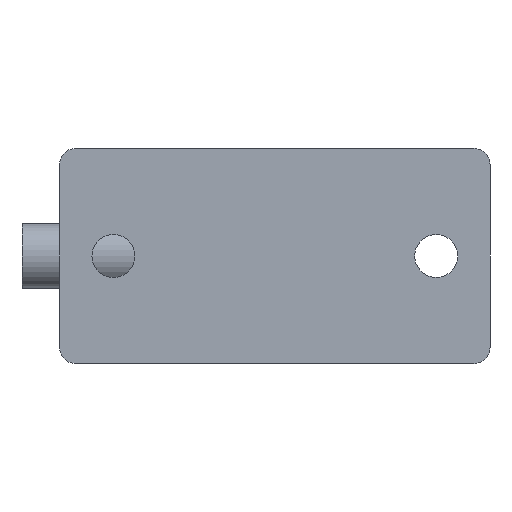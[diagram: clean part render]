
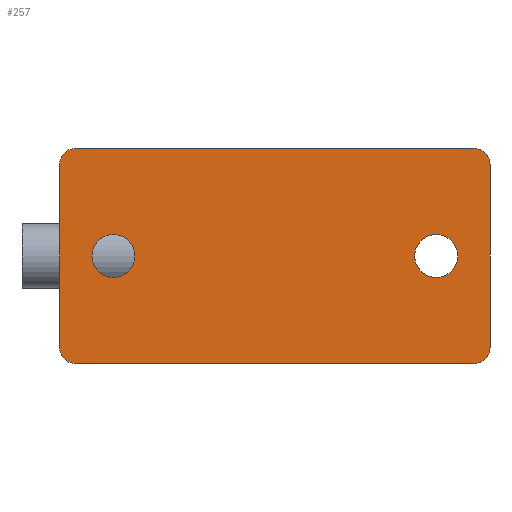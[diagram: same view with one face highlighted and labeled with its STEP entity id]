
A CAD part, left-side view. The second image highlights one B-rep face of the part: STEP entity #257.
In plain terms, the highlighted planar face has unit normal (-1, 0, 0).
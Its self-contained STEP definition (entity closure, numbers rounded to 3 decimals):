
#6 = CIRCLE ( 'NONE', #694, 4. ) ;
#8 = FACE_OUTER_BOUND ( 'NONE', #523, .T. ) ;
#23 = ORIENTED_EDGE ( 'NONE', *, *, #627, .T. ) ;
#28 = ORIENTED_EDGE ( 'NONE', *, *, #729, .F. ) ;
#37 = LINE ( 'NONE', #308, #291 ) ;
#45 = DIRECTION ( 'NONE',  ( 1., 0., 0. ) ) ;
#46 = CARTESIAN_POINT ( 'NONE',  ( 0., -37., -17. ) ) ;
#67 = CARTESIAN_POINT ( 'NONE',  ( 0., -40., -17. ) ) ;
#89 = DIRECTION ( 'NONE',  ( 1., 0., 0. ) ) ;
#120 = DIRECTION ( 'NONE',  ( 1., 0., 0. ) ) ;
#126 = CARTESIAN_POINT ( 'NONE',  ( 0., -40., 17. ) ) ;
#130 = DIRECTION ( 'NONE',  ( 0., -1., 0. ) ) ;
#139 = CARTESIAN_POINT ( 'NONE',  ( 0., 30., 4. ) ) ;
#143 = CARTESIAN_POINT ( 'NONE',  ( 0., -37., 17. ) ) ;
#146 = AXIS2_PLACEMENT_3D ( 'NONE', #683, #503, #381 ) ;
#149 = CARTESIAN_POINT ( 'NONE',  ( 0., 37., 20. ) ) ;
#154 = VERTEX_POINT ( 'NONE', #287 ) ;
#163 = AXIS2_PLACEMENT_3D ( 'NONE', #46, #276, #499 ) ;
#183 = VERTEX_POINT ( 'NONE', #569 ) ;
#188 = AXIS2_PLACEMENT_3D ( 'NONE', #643, #120, #306 ) ;
#192 = PLANE ( 'NONE',  #188 ) ;
#193 = EDGE_CURVE ( 'NONE', #347, #493, #600, .T. ) ;
#201 = DIRECTION ( 'NONE',  ( 0., 0., -1. ) ) ;
#203 = CARTESIAN_POINT ( 'NONE',  ( 0., 37., 20. ) ) ;
#207 = CARTESIAN_POINT ( 'NONE',  ( 0., 37., 17. ) ) ;
#209 = ORIENTED_EDGE ( 'NONE', *, *, #271, .T. ) ;
#210 = CIRCLE ( 'NONE', #650, 3. ) ;
#214 = DIRECTION ( 'NONE',  ( 1., 0., 0. ) ) ;
#222 = AXIS2_PLACEMENT_3D ( 'NONE', #207, #89, #201 ) ;
#225 = ORIENTED_EDGE ( 'NONE', *, *, #193, .F. ) ;
#235 = CIRCLE ( 'NONE', #146, 4. ) ;
#237 = CARTESIAN_POINT ( 'NONE',  ( 0., 30., -4. ) ) ;
#245 = LINE ( 'NONE', #126, #624 ) ;
#253 = CIRCLE ( 'NONE', #609, 4. ) ;
#254 = EDGE_CURVE ( 'NONE', #493, #421, #354, .T. ) ;
#257 = ADVANCED_FACE ( 'NONE', ( #8, #293, #647 ), #192, .F. ) ;
#262 = VERTEX_POINT ( 'NONE', #580 ) ;
#267 = EDGE_LOOP ( 'NONE', ( #505, #209 ) ) ;
#271 = EDGE_CURVE ( 'NONE', #262, #154, #253, .T. ) ;
#276 = DIRECTION ( 'NONE',  ( 1., 0., 0. ) ) ;
#277 = ORIENTED_EDGE ( 'NONE', *, *, #254, .F. ) ;
#286 = CARTESIAN_POINT ( 'NONE',  ( 0., 40., -17. ) ) ;
#287 = CARTESIAN_POINT ( 'NONE',  ( 0., -30., 4. ) ) ;
#291 = VECTOR ( 'NONE', #311, 1000. ) ;
#293 = FACE_BOUND ( 'NONE', #737, .T. ) ;
#297 = DIRECTION ( 'NONE',  ( 1., 0., 0. ) ) ;
#306 = DIRECTION ( 'NONE',  ( 0., 0., -1. ) ) ;
#308 = CARTESIAN_POINT ( 'NONE',  ( 0., 40., 17. ) ) ;
#311 = DIRECTION ( 'NONE',  ( 0., 0., 1. ) ) ;
#320 = CARTESIAN_POINT ( 'NONE',  ( 0., 40., 17. ) ) ;
#332 = CARTESIAN_POINT ( 'NONE',  ( 0., 30., 0. ) ) ;
#335 = ORIENTED_EDGE ( 'NONE', *, *, #575, .F. ) ;
#347 = VERTEX_POINT ( 'NONE', #67 ) ;
#348 = CIRCLE ( 'NONE', #222, 3. ) ;
#352 = EDGE_CURVE ( 'NONE', #353, #347, #245, .T. ) ;
#353 = VERTEX_POINT ( 'NONE', #524 ) ;
#354 = LINE ( 'NONE', #710, #506 ) ;
#359 = DIRECTION ( 'NONE',  ( 0., 0., -1. ) ) ;
#360 = ORIENTED_EDGE ( 'NONE', *, *, #644, .T. ) ;
#363 = DIRECTION ( 'NONE',  ( 1., 0., 0. ) ) ;
#369 = DIRECTION ( 'NONE',  ( 0., 0., -1. ) ) ;
#381 = DIRECTION ( 'NONE',  ( 0., 0., -1. ) ) ;
#395 = VERTEX_POINT ( 'NONE', #149 ) ;
#414 = LINE ( 'NONE', #203, #739 ) ;
#421 = VERTEX_POINT ( 'NONE', #435 ) ;
#422 = EDGE_CURVE ( 'NONE', #462, #395, #348, .T. ) ;
#435 = CARTESIAN_POINT ( 'NONE',  ( 0., 37., -20. ) ) ;
#436 = EDGE_CURVE ( 'NONE', #628, #462, #37, .T. ) ;
#438 = DIRECTION ( 'NONE',  ( 0., 0., -1. ) ) ;
#439 = ORIENTED_EDGE ( 'NONE', *, *, #422, .F. ) ;
#461 = EDGE_CURVE ( 'NONE', #183, #353, #210, .T. ) ;
#462 = VERTEX_POINT ( 'NONE', #320 ) ;
#468 = CIRCLE ( 'NONE', #611, 3. ) ;
#470 = DIRECTION ( 'NONE',  ( 0., 1., 0. ) ) ;
#493 = VERTEX_POINT ( 'NONE', #543 ) ;
#495 = DIRECTION ( 'NONE',  ( 1., 0., 0. ) ) ;
#499 = DIRECTION ( 'NONE',  ( 0., 0., -1. ) ) ;
#503 = DIRECTION ( 'NONE',  ( 1., 0., 0. ) ) ;
#505 = ORIENTED_EDGE ( 'NONE', *, *, #567, .T. ) ;
#506 = VECTOR ( 'NONE', #470, 1000. ) ;
#521 = CARTESIAN_POINT ( 'NONE',  ( 0., -30., 0. ) ) ;
#523 = EDGE_LOOP ( 'NONE', ( #671, #28, #439, #734, #335, #277, #225, #603 ) ) ;
#524 = CARTESIAN_POINT ( 'NONE',  ( 0., -40., 17. ) ) ;
#528 = CIRCLE ( 'NONE', #716, 4. ) ;
#543 = CARTESIAN_POINT ( 'NONE',  ( 0., -37., -20. ) ) ;
#564 = CARTESIAN_POINT ( 'NONE',  ( 0., 30., 0. ) ) ;
#567 = EDGE_CURVE ( 'NONE', #154, #262, #235, .T. ) ;
#569 = CARTESIAN_POINT ( 'NONE',  ( 0., -37., 20. ) ) ;
#575 = EDGE_CURVE ( 'NONE', #421, #628, #468, .T. ) ;
#578 = DIRECTION ( 'NONE',  ( 0., 0., -1. ) ) ;
#580 = CARTESIAN_POINT ( 'NONE',  ( 0., -30., -4. ) ) ;
#600 = CIRCLE ( 'NONE', #163, 3. ) ;
#603 = ORIENTED_EDGE ( 'NONE', *, *, #352, .F. ) ;
#609 = AXIS2_PLACEMENT_3D ( 'NONE', #521, #297, #359 ) ;
#611 = AXIS2_PLACEMENT_3D ( 'NONE', #679, #45, #691 ) ;
#624 = VECTOR ( 'NONE', #578, 1000. ) ;
#627 = EDGE_CURVE ( 'NONE', #713, #685, #6, .T. ) ;
#628 = VERTEX_POINT ( 'NONE', #286 ) ;
#643 = CARTESIAN_POINT ( 'NONE',  ( 0., -37., 17. ) ) ;
#644 = EDGE_CURVE ( 'NONE', #685, #713, #528, .T. ) ;
#647 = FACE_BOUND ( 'NONE', #267, .T. ) ;
#650 = AXIS2_PLACEMENT_3D ( 'NONE', #143, #363, #369 ) ;
#671 = ORIENTED_EDGE ( 'NONE', *, *, #461, .F. ) ;
#674 = DIRECTION ( 'NONE',  ( 0., 0., -1. ) ) ;
#679 = CARTESIAN_POINT ( 'NONE',  ( 0., 37., -17. ) ) ;
#683 = CARTESIAN_POINT ( 'NONE',  ( 0., -30., 0. ) ) ;
#685 = VERTEX_POINT ( 'NONE', #139 ) ;
#691 = DIRECTION ( 'NONE',  ( 0., 0., 1. ) ) ;
#694 = AXIS2_PLACEMENT_3D ( 'NONE', #332, #495, #674 ) ;
#710 = CARTESIAN_POINT ( 'NONE',  ( 0., 37., -20. ) ) ;
#713 = VERTEX_POINT ( 'NONE', #237 ) ;
#716 = AXIS2_PLACEMENT_3D ( 'NONE', #564, #214, #438 ) ;
#729 = EDGE_CURVE ( 'NONE', #395, #183, #414, .T. ) ;
#734 = ORIENTED_EDGE ( 'NONE', *, *, #436, .F. ) ;
#737 = EDGE_LOOP ( 'NONE', ( #360, #23 ) ) ;
#739 = VECTOR ( 'NONE', #130, 1000. ) ;
